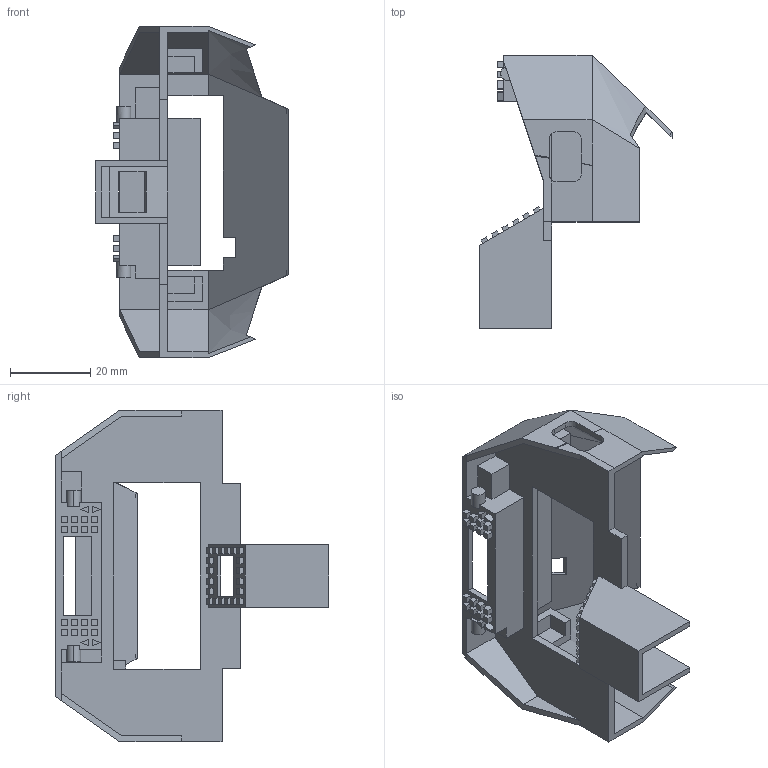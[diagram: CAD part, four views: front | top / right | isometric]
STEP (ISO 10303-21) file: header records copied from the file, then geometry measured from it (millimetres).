
FILE_DESCRIPTION (( 'STEP AP214' ), '1' );
FILE_NAME ('驾驶室主控制面板.STEP', '2025-04-10T07:12:44', ( '' ), ( '' ), 'SwSTEP 2.0', 'SolidWorks 2023', '' );
FILE_SCHEMA (( 'AUTOMOTIVE_DESIGN' ));
Length unit declared in the file: millimetre
Products named in the file (1): 驾驶室主控制面板
Bounding box: 48 x 67.93 x 82.46 mm (x, y, z)
Volume: 13325.8 mm3; surface area: 19141.5 mm2
Topology: 1 solids, 1 shells, 357 faces, 935 edges, 620 vertices
Faces by surface type: plane 325, bspline 24, cylinder 8
Entity records: 11227 total; most frequent: CARTESIAN_POINT 2576, ORIENTED_EDGE 1870, DIRECTION 1546, EDGE_CURVE 935, VECTOR 834, LINE 834, VERTEX_POINT 620, EDGE_LOOP 407
